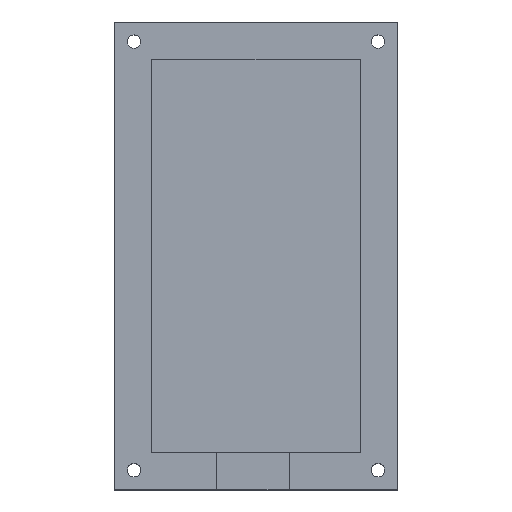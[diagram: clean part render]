
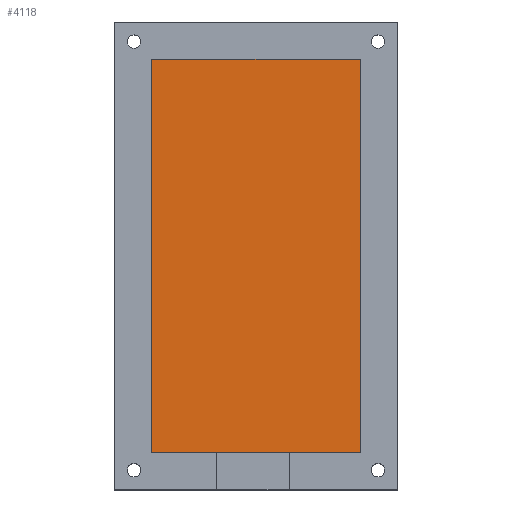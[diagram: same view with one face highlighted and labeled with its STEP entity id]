
A CAD part, top view. The second image highlights one B-rep face of the part: STEP entity #4118.
In plain terms, the highlighted planar face has unit normal (0, 0, 1).
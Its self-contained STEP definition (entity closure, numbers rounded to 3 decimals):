
#639=FACE_OUTER_BOUND('',#887,.T.);
#887=EDGE_LOOP('',(#3736,#3737,#3738,#3739));
#1237=LINE('',#8118,#1581);
#1239=LINE('',#8123,#1583);
#1240=LINE('',#8124,#1584);
#1241=LINE('',#8125,#1585);
#1581=VECTOR('',#4773,10.);
#1583=VECTOR('',#4777,10.);
#1584=VECTOR('',#4778,10.);
#1585=VECTOR('',#4779,10.);
#1992=VERTEX_POINT('',#8115);
#1993=VERTEX_POINT('',#8117);
#1994=VERTEX_POINT('',#8121);
#1995=VERTEX_POINT('',#8122);
#2583=EDGE_CURVE('',#1992,#1993,#1237,.T.);
#2585=EDGE_CURVE('',#1994,#1995,#1239,.T.);
#2586=EDGE_CURVE('',#1993,#1994,#1240,.T.);
#2587=EDGE_CURVE('',#1995,#1992,#1241,.T.);
#3736=ORIENTED_EDGE('',*,*,#2585,.F.);
#3737=ORIENTED_EDGE('',*,*,#2586,.F.);
#3738=ORIENTED_EDGE('',*,*,#2583,.F.);
#3739=ORIENTED_EDGE('',*,*,#2587,.F.);
#3902=PLANE('',#4241);
#4118=ADVANCED_FACE('',(#639),#3902,.T.);
#4241=AXIS2_PLACEMENT_3D('',#8120,#4775,#4776);
#4773=DIRECTION('',(-1.,0.,0.));
#4775=DIRECTION('center_axis',(0.,0.,1.));
#4776=DIRECTION('ref_axis',(1.,0.,0.));
#4777=DIRECTION('',(1.,0.,0.));
#4778=DIRECTION('',(0.,1.,0.));
#4779=DIRECTION('',(0.,-1.,0.));
#8115=CARTESIAN_POINT('',(-847.,-494.4,3.));
#8117=CARTESIAN_POINT('',(-900.,-494.4,3.));
#8118=CARTESIAN_POINT('',(-860.25,-494.4,3.));
#8120=CARTESIAN_POINT('Origin',(-873.5,-444.4,3.));
#8121=CARTESIAN_POINT('',(-900.,-394.4,3.));
#8122=CARTESIAN_POINT('',(-847.,-394.4,3.));
#8123=CARTESIAN_POINT('',(-886.75,-394.4,3.));
#8124=CARTESIAN_POINT('',(-900.,-469.4,3.));
#8125=CARTESIAN_POINT('',(-847.,-419.4,3.));
